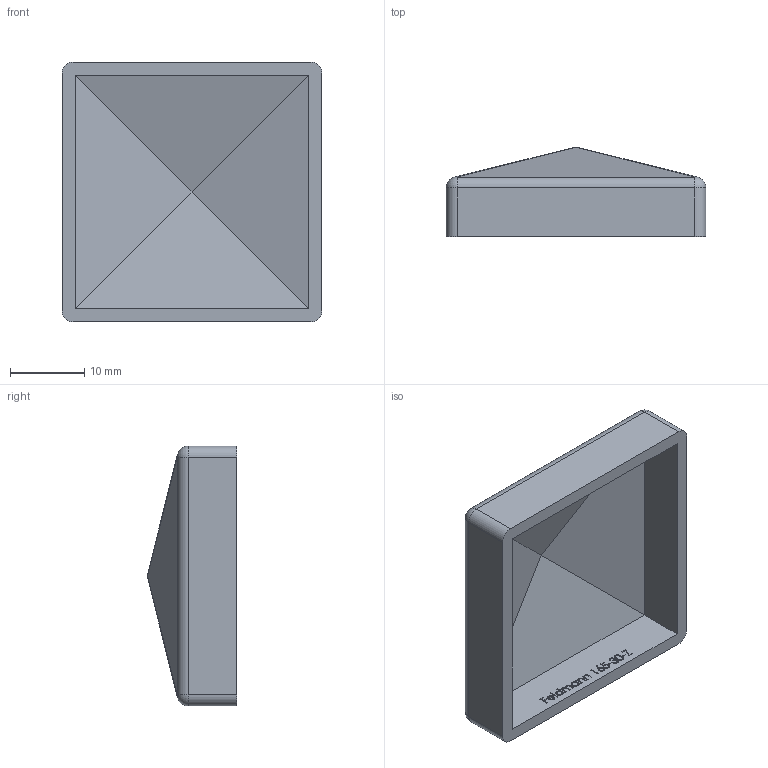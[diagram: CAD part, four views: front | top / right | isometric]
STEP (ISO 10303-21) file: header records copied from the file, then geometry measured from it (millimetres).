
FILE_DESCRIPTION (( 'STEP AP203' ), '1' );
FILE_NAME ('165-30-Z.step', '2021-06-04T11:33:49', ( '' ), ( '' ), 'SwSTEP 2.0', 'SolidWorks 2018', '' );
FILE_SCHEMA (( 'CONFIG_CONTROL_DESIGN' ));
Length unit declared in the file: millimetre
Products named in the file (2): 165-30-Z
Bounding box: 35 x 12 x 35 mm (x, y, z)
Volume: 3663.9 mm3; surface area: 4313.7 mm2
Topology: 1 solids, 1 shells, 234 faces, 604 edges, 390 vertices
Faces by surface type: plane 126, bspline 88, cylinder 12, sphere 8
Entity records: 11767 total; most frequent: CARTESIAN_POINT 6522, ORIENTED_EDGE 1200, DIRECTION 748, EDGE_CURVE 600, LINE 396, VECTOR 396, VERTEX_POINT 390, EDGE_LOOP 256
